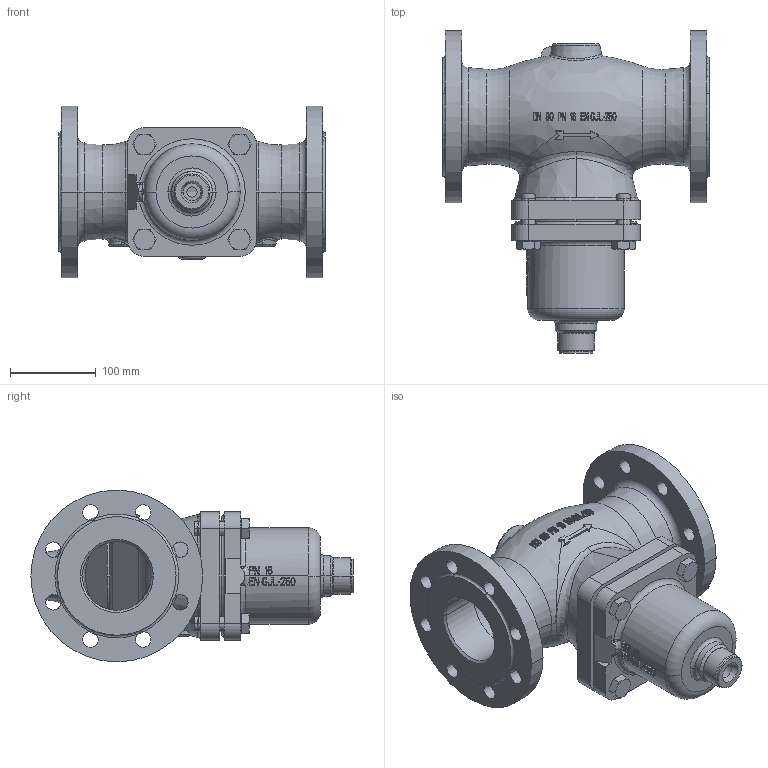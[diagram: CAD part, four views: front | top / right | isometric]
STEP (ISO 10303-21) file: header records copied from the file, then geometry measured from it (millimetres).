
FILE_DESCRIPTION((''),'2;1');
FILE_NAME('065B2395_ASM','2015-03-13T',('u317927'),('Danfoss'),'PRO/ENGINEER BY PARAMETRIC TECHNOLOGY CORPORATION, 2014000','PRO/ENGINEER BY PARAMETRIC TECHNOLOGY CORPORATION, 2014000','');
FILE_SCHEMA(('CONFIG_CONTROL_DESIGN'));
Length unit declared in the file: millimetre
Products named in the file (5): 8861007_1; 8861016_1; 5184024_1; 065B2395_ASM_1_ASM; 065B2395_ASM
Assembly tree (7 placements, depth 3):
  065B2395_ASM
    065B2395_ASM_1_ASM
      8861007_1
      8861016_1
      5184024_1  x4
Bounding box: 310 x 375.1 x 200 mm (x, y, z)
Volume: 3603234.8 mm3; surface area: 588470.9 mm2
Topology: 6 solids, 18 shells, 1296 faces, 3634 edges, 2401 vertices
Faces by surface type: plane 909, cylinder 192, bspline 79, cone 57, torus 55, sphere 4
Entity records: 45150 total; most frequent: CARTESIAN_POINT 15736, ORIENTED_EDGE 6876, DIRECTION 5070, EDGE_CURVE 3456, VERTEX_POINT 2293, AXIS2_PLACEMENT_3D 1943, B_SPLINE_CURVE_WITH_KNOTS 1489, EDGE_LOOP 1319
